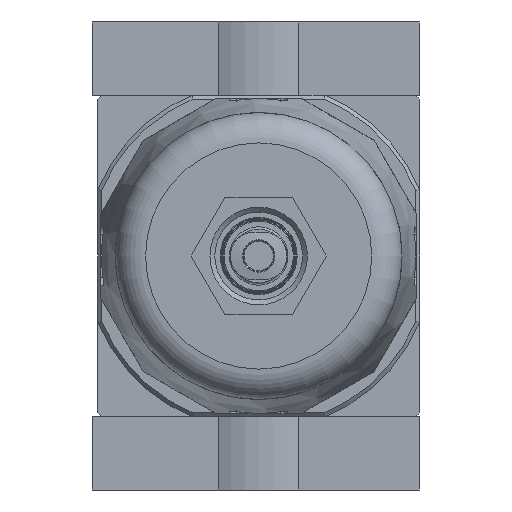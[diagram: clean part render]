
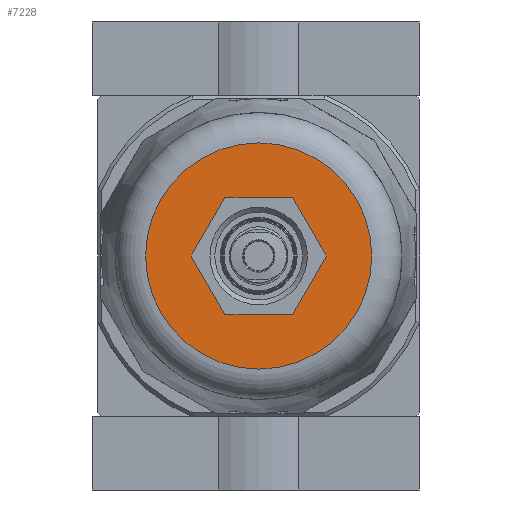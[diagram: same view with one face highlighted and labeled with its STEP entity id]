
A CAD part, front view. The second image highlights one B-rep face of the part: STEP entity #7228.
In plain terms, the highlighted planar face has unit normal (0, -1, 0).
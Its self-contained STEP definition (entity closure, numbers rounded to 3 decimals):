
#473=CIRCLE('',#7696,23.2);
#1044=ORIENTED_EDGE('',*,*,#2437,.T.);
#1045=ORIENTED_EDGE('',*,*,#2438,.T.);
#1046=ORIENTED_EDGE('',*,*,#2439,.T.);
#1047=ORIENTED_EDGE('',*,*,#2440,.T.);
#1048=ORIENTED_EDGE('',*,*,#2441,.T.);
#1049=ORIENTED_EDGE('',*,*,#2442,.T.);
#1050=ORIENTED_EDGE('',*,*,#2443,.T.);
#2437=EDGE_CURVE('',#3163,#3163,#473,.T.);
#2438=EDGE_CURVE('',#3164,#3165,#3675,.T.);
#2439=EDGE_CURVE('',#3165,#3166,#3676,.T.);
#2440=EDGE_CURVE('',#3166,#3167,#3677,.T.);
#2441=EDGE_CURVE('',#3167,#3168,#3678,.T.);
#2442=EDGE_CURVE('',#3168,#3169,#3679,.T.);
#2443=EDGE_CURVE('',#3169,#3164,#3680,.T.);
#3163=VERTEX_POINT('',#10482);
#3164=VERTEX_POINT('',#10484);
#3165=VERTEX_POINT('',#10485);
#3166=VERTEX_POINT('',#10487);
#3167=VERTEX_POINT('',#10489);
#3168=VERTEX_POINT('',#10491);
#3169=VERTEX_POINT('',#10493);
#3675=LINE('',#10483,#4049);
#3676=LINE('',#10486,#4050);
#3677=LINE('',#10488,#4051);
#3678=LINE('',#10490,#4052);
#3679=LINE('',#10492,#4053);
#3680=LINE('',#10494,#4054);
#4049=VECTOR('',#8613,1000.);
#4050=VECTOR('',#8614,1000.);
#4051=VECTOR('',#8615,1000.);
#4052=VECTOR('',#8616,1000.);
#4053=VECTOR('',#8617,1000.);
#4054=VECTOR('',#8618,1000.);
#4448=EDGE_LOOP('',(#1044));
#4449=EDGE_LOOP('',(#1045,#1046,#1047,#1048,#1049,#1050));
#4974=FACE_BOUND('',#4448,.T.);
#4975=FACE_BOUND('',#4449,.T.);
#5427=PLANE('',#7695);
#7228=ADVANCED_FACE('',(#4974,#4975),#5427,.F.);
#7695=AXIS2_PLACEMENT_3D('',#10480,#8609,#8610);
#7696=AXIS2_PLACEMENT_3D('',#10481,#8611,#8612);
#8609=DIRECTION('',(0.,1.,0.));
#8610=DIRECTION('',(0.,0.,1.));
#8611=DIRECTION('',(0.,-1.,0.));
#8612=DIRECTION('',(0.,0.,-1.));
#8613=DIRECTION('',(0.,0.,1.));
#8614=DIRECTION('',(0.866,0.,0.5));
#8615=DIRECTION('',(0.866,0.,-0.5));
#8616=DIRECTION('',(0.,0.,-1.));
#8617=DIRECTION('',(-0.866,0.,-0.5));
#8618=DIRECTION('',(-0.866,0.,0.5));
#10480=CARTESIAN_POINT('',(23.2,-165.,0.));
#10481=CARTESIAN_POINT('',(0.,-165.,0.));
#10482=CARTESIAN_POINT('',(0.,-165.,-23.2));
#10483=CARTESIAN_POINT('',(-12.,-165.,-6.928));
#10484=CARTESIAN_POINT('',(-12.,-165.,-6.928));
#10485=CARTESIAN_POINT('',(-12.,-165.,6.928));
#10486=CARTESIAN_POINT('',(-12.,-165.,6.928));
#10487=CARTESIAN_POINT('',(0.,-165.,13.856));
#10488=CARTESIAN_POINT('',(0.,-165.,13.856));
#10489=CARTESIAN_POINT('',(12.,-165.,6.928));
#10490=CARTESIAN_POINT('',(12.,-165.,6.928));
#10491=CARTESIAN_POINT('',(12.,-165.,-6.928));
#10492=CARTESIAN_POINT('',(12.,-165.,-6.928));
#10493=CARTESIAN_POINT('',(0.,-165.,-13.856));
#10494=CARTESIAN_POINT('',(0.,-165.,-13.856));
